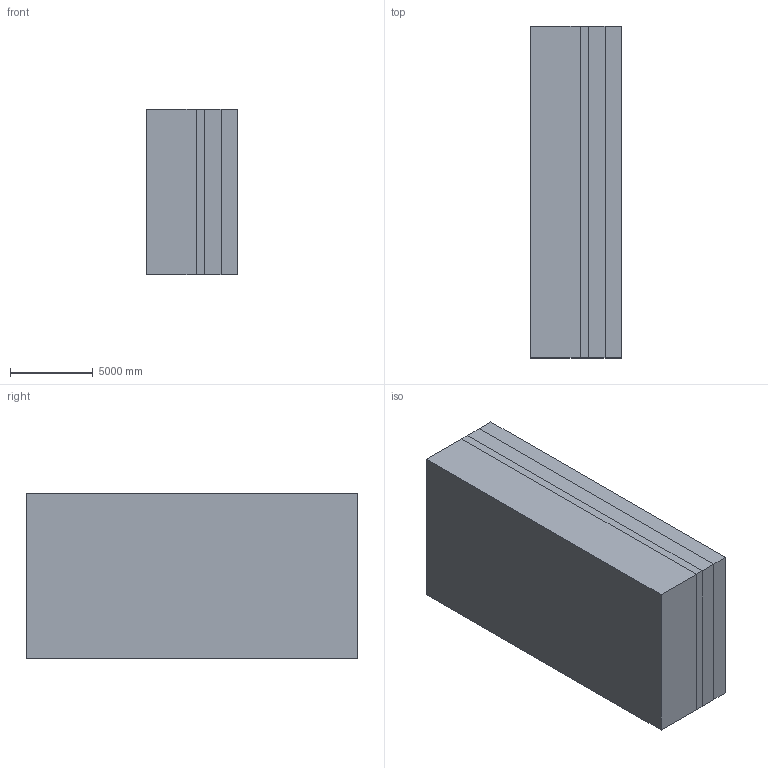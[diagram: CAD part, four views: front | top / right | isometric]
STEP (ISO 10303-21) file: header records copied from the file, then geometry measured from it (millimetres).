
FILE_DESCRIPTION(('CATIA V5 STEP Exchange','CAx-IF Rec.Pracs.--- Model Styling and Organization---1.5--- 2016-08-15','CAx-IF Rec.Pracs.---Supplemental Geometry---1.0---2011-11-01','CAx-IF Rec.Pracs.--- Composite Materials ---3.4---2017-06-13','CAx-IF Rec.Pracs.---Tessellated 3D Geometry---1.0---2015-12-17'),'2;1');
FILE_NAME('0_zp_AA.stp','2025-05-29T21:50:45+00:00',('none'),('none'),'CATIA Version 5-6 Release 2020','CATIA V5 STEP AP242 v1','none');
FILE_SCHEMA(('AP242_MANAGED_MODEL_BASED_3D_ENGINEERING_MIM_LF {1 0 10303 442 1 1 4}'));
Length unit declared in the file: millimetre
Products named in the file (5): Product1; Nit; OX; Sub_Si; PR
Assembly tree (4 placements, depth 2):
  Product1
    Nit
    OX
    Sub_Si
    PR
Bounding box: 5500 x 20000 x 10000 mm (x, y, z)
Volume: 1100000000000 mm3; surface area: 1930000000 mm2
Topology: 4 solids, 4 shells, 24 faces, 48 edges, 32 vertices
Faces by surface type: plane 24
Entity records: 759 total; most frequent: CARTESIAN_POINT 112, DIRECTION 112, ORIENTED_EDGE 96, VECTOR 48, LINE 48, EDGE_CURVE 48, AXIS2_PLACEMENT_3D 32, VERTEX_POINT 32
